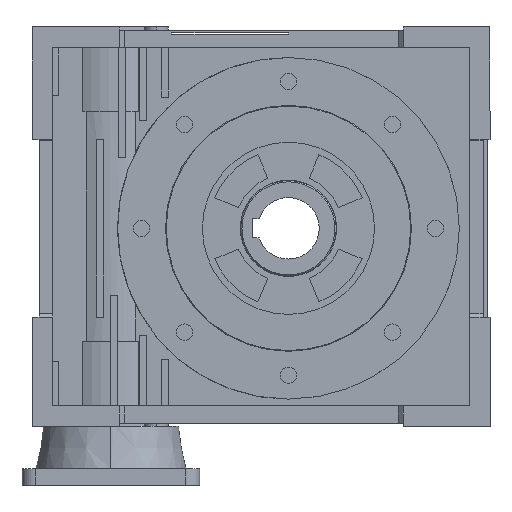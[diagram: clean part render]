
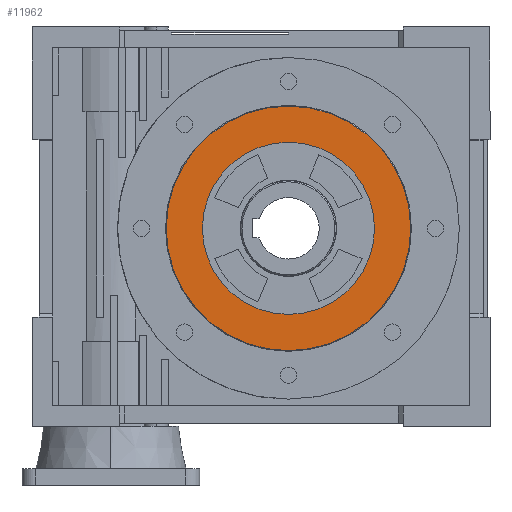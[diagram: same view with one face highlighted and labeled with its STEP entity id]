
A CAD part, left-side view. The second image highlights one B-rep face of the part: STEP entity #11962.
In plain terms, the highlighted planar face has unit normal (-1, 0, 0).
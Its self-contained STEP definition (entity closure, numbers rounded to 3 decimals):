
#511 = DIRECTION ( 'NONE',  ( 0., 0., 1. ) ) ;
#1250 = CARTESIAN_POINT ( 'NONE',  ( -85., 0., 0. ) ) ;
#1558 = AXIS2_PLACEMENT_3D ( 'NONE', #14246, #21341, #10618 ) ;
#2487 = CARTESIAN_POINT ( 'NONE',  ( -85., 0., 0. ) ) ;
#2841 = EDGE_CURVE ( 'NONE', #18115, #4708, #22484, .T. ) ;
#2977 = CARTESIAN_POINT ( 'NONE',  ( -85., 0., -89.5 ) ) ;
#2992 = VERTEX_POINT ( 'NONE', #20072 ) ;
#3280 = AXIS2_PLACEMENT_3D ( 'NONE', #2487, #7566, #9444 ) ;
#3352 = AXIS2_PLACEMENT_3D ( 'NONE', #4136, #14992, #511 ) ;
#3387 = CARTESIAN_POINT ( 'NONE',  ( -85., 0., 63. ) ) ;
#4136 = CARTESIAN_POINT ( 'NONE',  ( -85., 0., 0. ) ) ;
#4708 = VERTEX_POINT ( 'NONE', #3387 ) ;
#4718 = CARTESIAN_POINT ( 'NONE',  ( -85., 0., 0. ) ) ;
#6436 = EDGE_LOOP ( 'NONE', ( #15121, #12492 ) ) ;
#7235 = CARTESIAN_POINT ( 'NONE',  ( -85., 0., -63. ) ) ;
#7406 = AXIS2_PLACEMENT_3D ( 'NONE', #4718, #17390, #13852 ) ;
#7566 = DIRECTION ( 'NONE',  ( -1., 0., 0. ) ) ;
#7581 = CIRCLE ( 'NONE', #7406, 63. ) ;
#9444 = DIRECTION ( 'NONE',  ( 0., 0., -1. ) ) ;
#9598 = PLANE ( 'NONE',  #3280 ) ;
#10068 = DIRECTION ( 'NONE',  ( 0., 0., 1. ) ) ;
#10534 = EDGE_CURVE ( 'NONE', #4708, #18115, #7581, .T. ) ;
#10618 = DIRECTION ( 'NONE',  ( 0., 0., -1. ) ) ;
#11612 = ORIENTED_EDGE ( 'NONE', *, *, #10534, .T. ) ;
#11962 = ADVANCED_FACE ( 'NONE', ( #14410, #20062 ), #9598, .T. ) ;
#11977 = AXIS2_PLACEMENT_3D ( 'NONE', #1250, #13689, #10068 ) ;
#12492 = ORIENTED_EDGE ( 'NONE', *, *, #20561, .T. ) ;
#13689 = DIRECTION ( 'NONE',  ( -1., 0., 0. ) ) ;
#13852 = DIRECTION ( 'NONE',  ( 0., 0., -1. ) ) ;
#14246 = CARTESIAN_POINT ( 'NONE',  ( -85., 0., 0. ) ) ;
#14410 = FACE_OUTER_BOUND ( 'NONE', #6436, .T. ) ;
#14992 = DIRECTION ( 'NONE',  ( -1., 0., 0. ) ) ;
#15121 = ORIENTED_EDGE ( 'NONE', *, *, #20876, .T. ) ;
#16381 = CIRCLE ( 'NONE', #11977, 89.5 ) ;
#17390 = DIRECTION ( 'NONE',  ( 1., 0., 0. ) ) ;
#17662 = EDGE_LOOP ( 'NONE', ( #11612, #18749 ) ) ;
#18115 = VERTEX_POINT ( 'NONE', #7235 ) ;
#18517 = VERTEX_POINT ( 'NONE', #2977 ) ;
#18749 = ORIENTED_EDGE ( 'NONE', *, *, #2841, .T. ) ;
#20006 = CIRCLE ( 'NONE', #3352, 89.5 ) ;
#20062 = FACE_BOUND ( 'NONE', #17662, .T. ) ;
#20072 = CARTESIAN_POINT ( 'NONE',  ( -85., 0., 89.5 ) ) ;
#20561 = EDGE_CURVE ( 'NONE', #2992, #18517, #16381, .T. ) ;
#20876 = EDGE_CURVE ( 'NONE', #18517, #2992, #20006, .T. ) ;
#21341 = DIRECTION ( 'NONE',  ( 1., 0., 0. ) ) ;
#22484 = CIRCLE ( 'NONE', #1558, 63. ) ;
